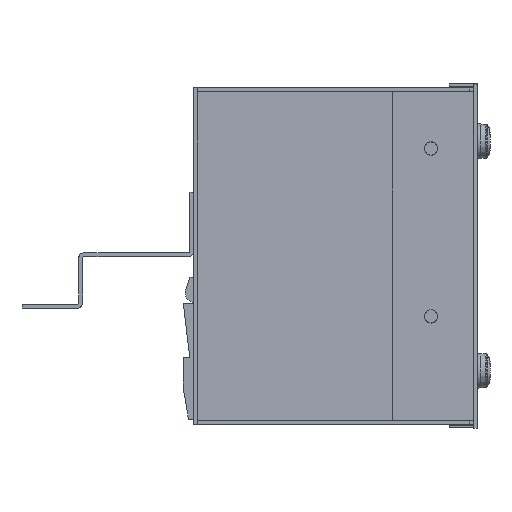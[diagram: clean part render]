
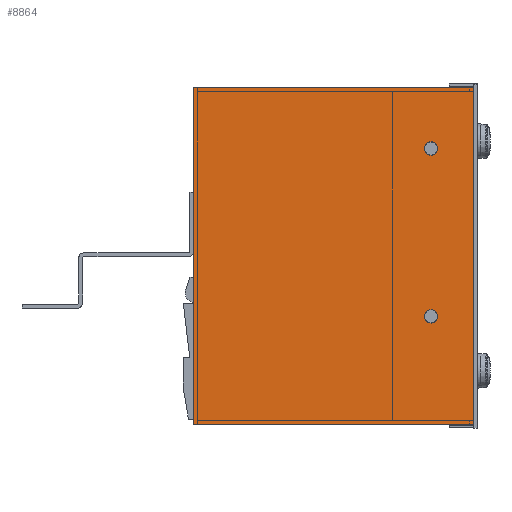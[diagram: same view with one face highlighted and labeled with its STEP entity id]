
A CAD part, left-side view. The second image highlights one B-rep face of the part: STEP entity #8864.
In plain terms, the highlighted planar face has unit normal (-1, 0, 0).
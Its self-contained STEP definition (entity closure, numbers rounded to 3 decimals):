
#377=FACE_BOUND('',#1342,.T.);
#378=FACE_BOUND('',#1343,.T.);
#485=PLANE('',#9815);
#836=FACE_OUTER_BOUND('',#1341,.T.);
#1341=EDGE_LOOP('',(#6467,#6468,#6469,#6470));
#1342=EDGE_LOOP('',(#6471));
#1343=EDGE_LOOP('',(#6472));
#1902=LINE('',#13434,#2866);
#1912=LINE('',#13455,#2876);
#1931=LINE('',#13490,#2895);
#1956=LINE('',#13541,#2920);
#2866=VECTOR('',#10781,10.);
#2876=VECTOR('',#10795,10.);
#2895=VECTOR('',#10824,10.);
#2920=VECTOR('',#10869,10.);
#3778=CIRCLE('',#9757,2.6);
#3782=CIRCLE('',#9763,2.6);
#4079=VERTEX_POINT('',#13320);
#4083=VERTEX_POINT('',#13332);
#4115=VERTEX_POINT('',#13427);
#4118=VERTEX_POINT('',#13432);
#4127=VERTEX_POINT('',#13454);
#4138=VERTEX_POINT('',#13488);
#4932=EDGE_CURVE('',#4079,#4079,#3778,.T.);
#4938=EDGE_CURVE('',#4083,#4083,#3782,.T.);
#4988=EDGE_CURVE('',#4118,#4115,#1902,.T.);
#4998=EDGE_CURVE('',#4127,#4115,#1912,.T.);
#5017=EDGE_CURVE('',#4118,#4138,#1931,.T.);
#5042=EDGE_CURVE('',#4138,#4127,#1956,.T.);
#6467=ORIENTED_EDGE('',*,*,#5017,.T.);
#6468=ORIENTED_EDGE('',*,*,#5042,.T.);
#6469=ORIENTED_EDGE('',*,*,#4998,.T.);
#6470=ORIENTED_EDGE('',*,*,#4988,.F.);
#6471=ORIENTED_EDGE('',*,*,#4932,.T.);
#6472=ORIENTED_EDGE('',*,*,#4938,.T.);
#8864=ADVANCED_FACE('',(#836,#377,#378),#485,.T.);
#9757=AXIS2_PLACEMENT_3D('',#13321,#10669,#10670);
#9763=AXIS2_PLACEMENT_3D('',#13333,#10683,#10684);
#9815=AXIS2_PLACEMENT_3D('',#13548,#10879,#10880);
#10669=DIRECTION('center_axis',(1.,0.,0.));
#10670=DIRECTION('ref_axis',(0.,0.,
-1.));
#10683=DIRECTION('center_axis',(1.,0.,0.));
#10684=DIRECTION('ref_axis',(0.,0.,
-1.));
#10781=DIRECTION('',(0.,0.,1.));
#10795=DIRECTION('',(0.,1.,0.));
#10824=DIRECTION('',(0.,-1.,0.));
#10869=DIRECTION('',(0.,0.,1.));
#10879=DIRECTION('center_axis',(-1.,0.,0.));
#10880=DIRECTION('ref_axis',(0.,0.,1.));
#13320=CARTESIAN_POINT('',(-221.5,-90.5,44.275));
#13321=CARTESIAN_POINT('Origin',(-221.5,-90.5,41.675));
#13332=CARTESIAN_POINT('',(-221.5,-90.5,-20.725));
#13333=CARTESIAN_POINT('Origin',(-221.5,-90.5,-23.325));
#13427=CARTESIAN_POINT('',(-221.5,1.5,65.175));
#13432=CARTESIAN_POINT('',(-221.5,1.5,-65.175));
#13434=CARTESIAN_POINT('',(-221.5,1.5,0.));
#13454=CARTESIAN_POINT('',(-221.5,-107.,65.175));
#13455=CARTESIAN_POINT('',(-221.5,-53.125,65.175));
#13488=CARTESIAN_POINT('',(-221.5,-107.,-65.175));
#13490=CARTESIAN_POINT('',(-221.5,1.125,-65.175));
#13541=CARTESIAN_POINT('',(-221.5,-107.,0.));
#13548=CARTESIAN_POINT('Origin',(-221.5,0.75,0.));
